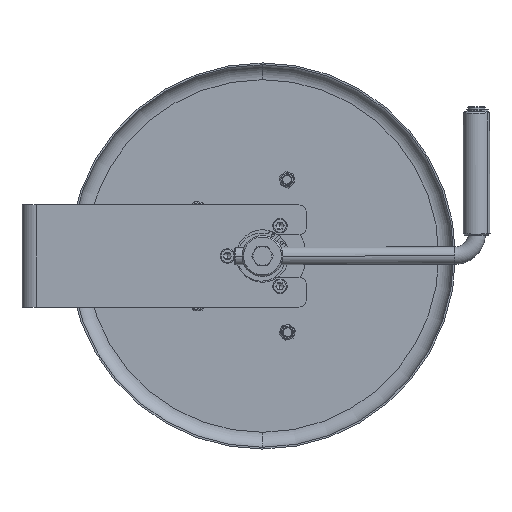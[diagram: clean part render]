
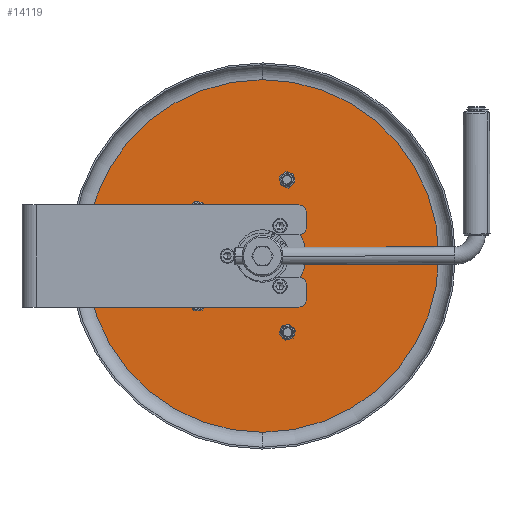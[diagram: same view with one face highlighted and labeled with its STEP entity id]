
A CAD part, front view. The second image highlights one B-rep face of the part: STEP entity #14119.
In plain terms, the highlighted face is planar.
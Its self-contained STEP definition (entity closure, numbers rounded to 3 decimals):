
#53 = ORIENTED_EDGE ( 'NONE', *, *, #11757, .T. ) ;
#336 = CARTESIAN_POINT ( 'NONE',  ( -32.328, -44.496, 0. ) ) ;
#337 = VERTEX_POINT ( 'NONE', #5324 ) ;
#367 = DIRECTION ( 'NONE',  ( 0., 0., 1. ) ) ;
#515 = EDGE_LOOP ( 'NONE', ( #10785, #12946 ) ) ;
#708 = EDGE_LOOP ( 'NONE', ( #13142, #8222 ) ) ;
#1055 = AXIS2_PLACEMENT_3D ( 'NONE', #9472, #4612, #11069 ) ;
#1423 = EDGE_LOOP ( 'NONE', ( #14278, #16666 ) ) ;
#1668 = ORIENTED_EDGE ( 'NONE', *, *, #13089, .T. ) ;
#1713 = DIRECTION ( 'NONE',  ( 0., 0., 1. ) ) ;
#1805 = FACE_BOUND ( 'NONE', #8220, .T. ) ;
#1875 = EDGE_CURVE ( 'NONE', #337, #14002, #9490, .T. ) ;
#1901 = DIRECTION ( 'NONE',  ( 1., 0., 0. ) ) ;
#1911 = FACE_OUTER_BOUND ( 'NONE', #14589, .T. ) ;
#2023 = EDGE_CURVE ( 'NONE', #2706, #9195, #10874, .T. ) ;
#2706 = VERTEX_POINT ( 'NONE', #18583 ) ;
#3175 = DIRECTION ( 'NONE',  ( 0., 0., 1. ) ) ;
#3375 = VERTEX_POINT ( 'NONE', #16402 ) ;
#3493 = DIRECTION ( 'NONE',  ( 0., 0., 1. ) ) ;
#3533 = AXIS2_PLACEMENT_3D ( 'NONE', #8328, #3493, #14975 ) ;
#3567 = EDGE_LOOP ( 'NONE', ( #6351, #53 ) ) ;
#3785 = EDGE_CURVE ( 'NONE', #14002, #337, #20717, .T. ) ;
#4080 = AXIS2_PLACEMENT_3D ( 'NONE', #8319, #3175, #14767 ) ;
#4241 = EDGE_CURVE ( 'NONE', #15988, #3375, #7078, .T. ) ;
#4388 = CARTESIAN_POINT ( 'NONE',  ( -32.328, -44.496, 0. ) ) ;
#4555 = CARTESIAN_POINT ( 'NONE',  ( -55.458, 16.996, 0. ) ) ;
#4612 = DIRECTION ( 'NONE',  ( 0., 0., 1. ) ) ;
#4821 = CIRCLE ( 'NONE', #20669, 121. ) ;
#4961 = EDGE_CURVE ( 'NONE', #13320, #10314, #13187, .T. ) ;
#4987 = CARTESIAN_POINT ( 'NONE',  ( -3.15, 55., 0. ) ) ;
#5138 = CARTESIAN_POINT ( 'NONE',  ( 14.1, 0., 0. ) ) ;
#5209 = CARTESIAN_POINT ( 'NONE',  ( -35.478, -44.496, 0. ) ) ;
#5324 = CARTESIAN_POINT ( 'NONE',  ( 49.158, 16.996, 0. ) ) ;
#5380 = FACE_BOUND ( 'NONE', #708, .T. ) ;
#5475 = DIRECTION ( 'NONE',  ( 0., 0., 1. ) ) ;
#5617 = CARTESIAN_POINT ( 'NONE',  ( -52.308, 16.996, 0. ) ) ;
#5832 = DIRECTION ( 'NONE',  ( 0., 0., 1. ) ) ;
#6083 = CIRCLE ( 'NONE', #7080, 3.15 ) ;
#6351 = ORIENTED_EDGE ( 'NONE', *, *, #4241, .T. ) ;
#6544 = AXIS2_PLACEMENT_3D ( 'NONE', #8249, #367, #8750 ) ;
#6566 = ORIENTED_EDGE ( 'NONE', *, *, #16031, .T. ) ;
#7078 = CIRCLE ( 'NONE', #17879, 3.15 ) ;
#7080 = AXIS2_PLACEMENT_3D ( 'NONE', #336, #9817, #1901 ) ;
#7243 = CIRCLE ( 'NONE', #11648, 3.15 ) ;
#7295 = EDGE_CURVE ( 'NONE', #10314, #13320, #13077, .T. ) ;
#7489 = DIRECTION ( 'NONE',  ( 0., 0., 1. ) ) ;
#8137 = DIRECTION ( 'NONE',  ( 1., 0., 0. ) ) ;
#8220 = EDGE_LOOP ( 'NONE', ( #17064, #10005 ) ) ;
#8222 = ORIENTED_EDGE ( 'NONE', *, *, #7295, .T. ) ;
#8249 = CARTESIAN_POINT ( 'NONE',  ( 0., 0., 0. ) ) ;
#8319 = CARTESIAN_POINT ( 'NONE',  ( -52.308, 16.996, 0. ) ) ;
#8328 = CARTESIAN_POINT ( 'NONE',  ( 0., 0., 0. ) ) ;
#8466 = VERTEX_POINT ( 'NONE', #5138 ) ;
#8534 = CARTESIAN_POINT ( 'NONE',  ( 0., 0., 0. ) ) ;
#8539 = FACE_BOUND ( 'NONE', #8815, .T. ) ;
#8750 = DIRECTION ( 'NONE',  ( 1., 0., 0. ) ) ;
#8767 = CARTESIAN_POINT ( 'NONE',  ( 0., 0., 0. ) ) ;
#8815 = EDGE_LOOP ( 'NONE', ( #6566, #1668 ) ) ;
#8844 = DIRECTION ( 'NONE',  ( 1., 0., 0. ) ) ;
#8865 = DIRECTION ( 'NONE',  ( 0., 0., 1. ) ) ;
#8992 = AXIS2_PLACEMENT_3D ( 'NONE', #8767, #8865, #15524 ) ;
#9195 = VERTEX_POINT ( 'NONE', #5209 ) ;
#9431 = ORIENTED_EDGE ( 'NONE', *, *, #13250, .F. ) ;
#9435 = CARTESIAN_POINT ( 'NONE',  ( 32.328, -44.496, 0. ) ) ;
#9445 = DIRECTION ( 'NONE',  ( 1., 0., 0. ) ) ;
#9460 = CARTESIAN_POINT ( 'NONE',  ( 121., 0., 0. ) ) ;
#9472 = CARTESIAN_POINT ( 'NONE',  ( 0., 55., 0. ) ) ;
#9490 = CIRCLE ( 'NONE', #13228, 3.15 ) ;
#9599 = CARTESIAN_POINT ( 'NONE',  ( 3.15, 55., 0. ) ) ;
#9636 = DIRECTION ( 'NONE',  ( 0., 0., 1. ) ) ;
#9817 = DIRECTION ( 'NONE',  ( 0., 0., 1. ) ) ;
#9826 = FACE_BOUND ( 'NONE', #515, .T. ) ;
#9840 = AXIS2_PLACEMENT_3D ( 'NONE', #17410, #7489, #10991 ) ;
#9930 = PLANE ( 'NONE',  #3533 ) ;
#10005 = ORIENTED_EDGE ( 'NONE', *, *, #19407, .T. ) ;
#10037 = FACE_BOUND ( 'NONE', #1423, .T. ) ;
#10060 = EDGE_CURVE ( 'NONE', #13115, #8466, #17255, .T. ) ;
#10314 = VERTEX_POINT ( 'NONE', #9599 ) ;
#10376 = DIRECTION ( 'NONE',  ( 1., 0., 0. ) ) ;
#10483 = CIRCLE ( 'NONE', #4080, 3.15 ) ;
#10514 = DIRECTION ( 'NONE',  ( 0., 0., 1. ) ) ;
#10785 = ORIENTED_EDGE ( 'NONE', *, *, #1875, .T. ) ;
#10873 = VERTEX_POINT ( 'NONE', #13271 ) ;
#10874 = CIRCLE ( 'NONE', #11878, 3.15 ) ;
#10991 = DIRECTION ( 'NONE',  ( 1., 0., 0. ) ) ;
#11069 = DIRECTION ( 'NONE',  ( 1., 0., 0. ) ) ;
#11648 = AXIS2_PLACEMENT_3D ( 'NONE', #20608, #19019, #15853 ) ;
#11750 = EDGE_CURVE ( 'NONE', #9195, #2706, #6083, .T. ) ;
#11757 = EDGE_CURVE ( 'NONE', #3375, #15988, #10483, .T. ) ;
#11878 = AXIS2_PLACEMENT_3D ( 'NONE', #4388, #12418, #9445 ) ;
#11927 = EDGE_CURVE ( 'NONE', #12613, #17182, #4821, .T. ) ;
#12071 = DIRECTION ( 'NONE',  ( 0., 0., 1. ) ) ;
#12418 = DIRECTION ( 'NONE',  ( 0., 0., 1. ) ) ;
#12613 = VERTEX_POINT ( 'NONE', #9460 ) ;
#12946 = ORIENTED_EDGE ( 'NONE', *, *, #3785, .T. ) ;
#12990 = FACE_BOUND ( 'NONE', #3567, .T. ) ;
#13077 = CIRCLE ( 'NONE', #15419, 3.15 ) ;
#13089 = EDGE_CURVE ( 'NONE', #10873, #19164, #16311, .T. ) ;
#13115 = VERTEX_POINT ( 'NONE', #16075 ) ;
#13142 = ORIENTED_EDGE ( 'NONE', *, *, #4961, .T. ) ;
#13187 = CIRCLE ( 'NONE', #1055, 3.15 ) ;
#13228 = AXIS2_PLACEMENT_3D ( 'NONE', #16626, #10514, #13471 ) ;
#13250 = EDGE_CURVE ( 'NONE', #17182, #12613, #18352, .T. ) ;
#13271 = CARTESIAN_POINT ( 'NONE',  ( 35.478, -44.496, 0. ) ) ;
#13320 = VERTEX_POINT ( 'NONE', #4987 ) ;
#13471 = DIRECTION ( 'NONE',  ( 1., 0., 0. ) ) ;
#13863 = CARTESIAN_POINT ( 'NONE',  ( 52.308, 16.996, 0. ) ) ;
#13963 = AXIS2_PLACEMENT_3D ( 'NONE', #9435, #9636, #17754 ) ;
#14002 = VERTEX_POINT ( 'NONE', #15950 ) ;
#14119 = ADVANCED_FACE ( 'NONE', ( #12990, #10037, #8539, #9826, #1805, #5380, #1911 ), #9930, .F. ) ;
#14278 = ORIENTED_EDGE ( 'NONE', *, *, #11750, .T. ) ;
#14371 = CARTESIAN_POINT ( 'NONE',  ( 29.178, -44.496, 0. ) ) ;
#14589 = EDGE_LOOP ( 'NONE', ( #19778, #9431 ) ) ;
#14767 = DIRECTION ( 'NONE',  ( 1., 0., 0. ) ) ;
#14975 = DIRECTION ( 'NONE',  ( 1., 0., 0. ) ) ;
#15419 = AXIS2_PLACEMENT_3D ( 'NONE', #16172, #1713, #8137 ) ;
#15524 = DIRECTION ( 'NONE',  ( 1., 0., 0. ) ) ;
#15570 = CARTESIAN_POINT ( 'NONE',  ( -121., 0., 0. ) ) ;
#15853 = DIRECTION ( 'NONE',  ( 1., 0., 0. ) ) ;
#15950 = CARTESIAN_POINT ( 'NONE',  ( 55.458, 16.996, 0. ) ) ;
#15988 = VERTEX_POINT ( 'NONE', #4555 ) ;
#16031 = EDGE_CURVE ( 'NONE', #19164, #10873, #7243, .T. ) ;
#16075 = CARTESIAN_POINT ( 'NONE',  ( -14.1, 0., 0. ) ) ;
#16172 = CARTESIAN_POINT ( 'NONE',  ( 0., 55., 0. ) ) ;
#16311 = CIRCLE ( 'NONE', #13963, 3.15 ) ;
#16402 = CARTESIAN_POINT ( 'NONE',  ( -49.158, 16.996, 0. ) ) ;
#16626 = CARTESIAN_POINT ( 'NONE',  ( 52.308, 16.996, 0. ) ) ;
#16666 = ORIENTED_EDGE ( 'NONE', *, *, #2023, .T. ) ;
#17064 = ORIENTED_EDGE ( 'NONE', *, *, #10060, .T. ) ;
#17182 = VERTEX_POINT ( 'NONE', #15570 ) ;
#17255 = CIRCLE ( 'NONE', #9840, 14.1 ) ;
#17331 = AXIS2_PLACEMENT_3D ( 'NONE', #13863, #5832, #20509 ) ;
#17410 = CARTESIAN_POINT ( 'NONE',  ( 0., 0., 0. ) ) ;
#17754 = DIRECTION ( 'NONE',  ( 1., 0., 0. ) ) ;
#17879 = AXIS2_PLACEMENT_3D ( 'NONE', #5617, #12071, #10376 ) ;
#18352 = CIRCLE ( 'NONE', #6544, 121. ) ;
#18583 = CARTESIAN_POINT ( 'NONE',  ( -29.178, -44.496, 0. ) ) ;
#19019 = DIRECTION ( 'NONE',  ( 0., 0., 1. ) ) ;
#19164 = VERTEX_POINT ( 'NONE', #14371 ) ;
#19407 = EDGE_CURVE ( 'NONE', #8466, #13115, #20476, .T. ) ;
#19778 = ORIENTED_EDGE ( 'NONE', *, *, #11927, .F. ) ;
#20476 = CIRCLE ( 'NONE', #8992, 14.1 ) ;
#20509 = DIRECTION ( 'NONE',  ( 1., 0., 0. ) ) ;
#20608 = CARTESIAN_POINT ( 'NONE',  ( 32.328, -44.496, 0. ) ) ;
#20669 = AXIS2_PLACEMENT_3D ( 'NONE', #8534, #5475, #8844 ) ;
#20717 = CIRCLE ( 'NONE', #17331, 3.15 ) ;
